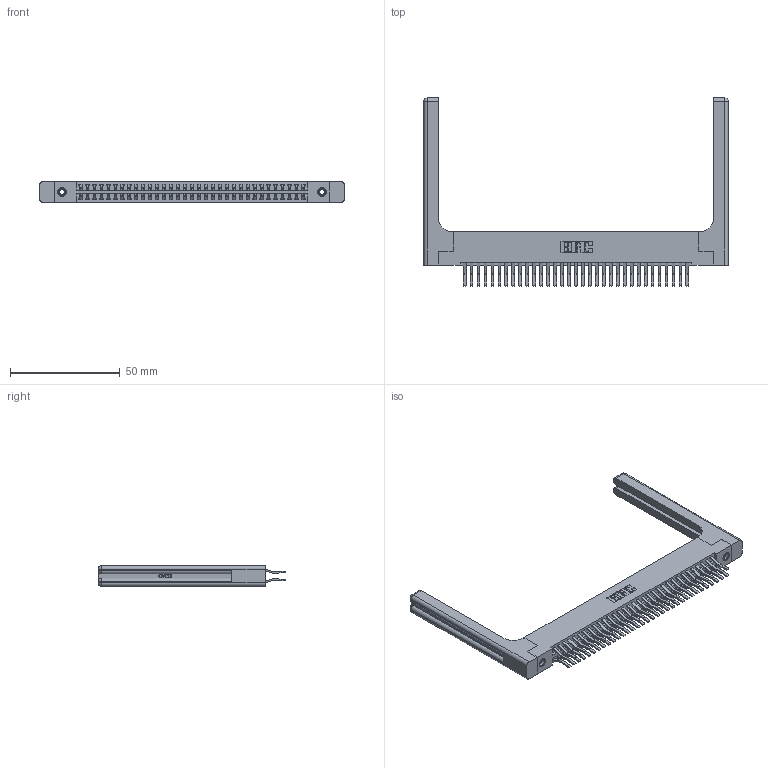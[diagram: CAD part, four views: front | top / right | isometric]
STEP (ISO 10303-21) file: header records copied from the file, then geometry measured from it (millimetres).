
FILE_DESCRIPTION (( 'STEP AP203' ), '1' );
FILE_NAME ('346-066-560-258.STEP', '2022-05-24T18:17:54', ( '' ), ( '' ), 'SwSTEP 2.0', 'SolidWorks 2020', '' );
FILE_SCHEMA (( 'CONFIG_CONTROL_DESIGN' ));
Length unit declared in the file: inch
Products named in the file (5): 346 Part_Flush Mounting Lugs - 0.156 Dia-TH; 345-250-001_345-250-001-102; 346-220-058_345-220-058; 346-066-560-258; 345-292-001_560 Tail
Assembly tree (71 placements, depth 2):
  346-066-560-258
    346 Part_Flush Mounting Lugs - 0.156 Dia-TH
    345-292-001_560 Tail  x66
    345-250-001_345-250-001-102  x2
    346-220-058_345-220-058  x2
Bounding box: 138.84 x 85.74 x 9.4 mm (x, y, z)
Volume: 21377.1 mm3; surface area: 25103 mm2
Topology: 71 solids, 71 shells, 3956 faces, 11657 edges, 7662 vertices
Faces by surface type: plane 2548, cylinder 1348, bspline 36, cone 12, sphere 8, torus 4
Entity records: 28434 total; most frequent: CARTESIAN_POINT 5711, ORIENTED_EDGE 4440, DIRECTION 4020, EDGE_CURVE 2220, VECTOR 1860, LINE 1860, VERTEX_POINT 1470, AXIS2_PLACEMENT_3D 1080
